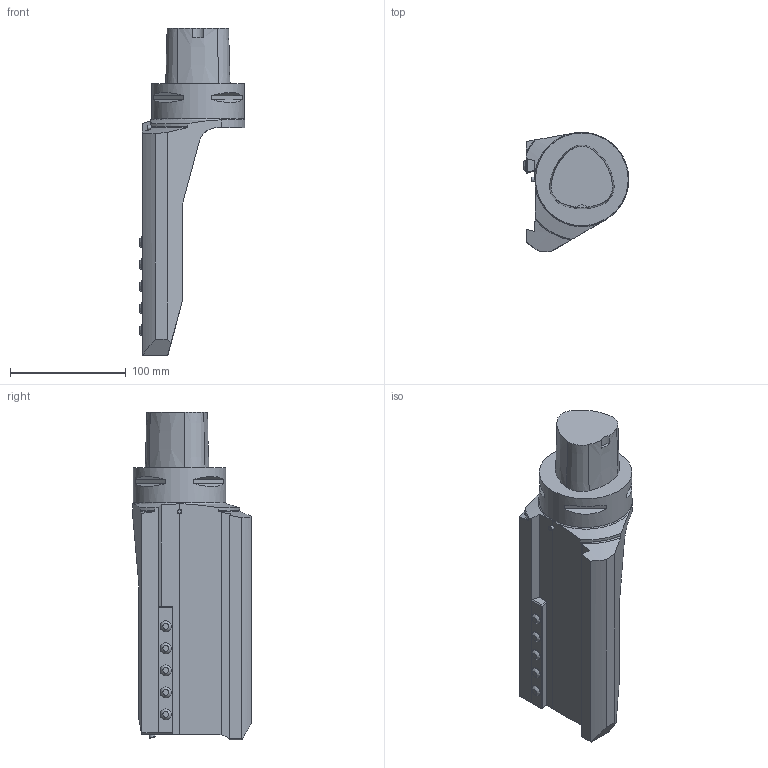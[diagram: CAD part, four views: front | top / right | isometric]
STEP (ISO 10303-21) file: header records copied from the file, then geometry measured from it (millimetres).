
FILE_DESCRIPTION(/* description */ (''),/* implementation_level */ '2;1');
FILE_NAME(/* name */ '1524469689524.stp',/* time_stamp */ '2018-04-23T09:48:18+02:00',/* author */ (''),/* organization */ ('SMS'),/* preprocessor_version */ 'ST-DEVELOPER v15',/* originating_system */ 'SIEMENS PLM Software NX 8.5',/* authorisation */ '');
FILE_SCHEMA (('AUTOMOTIVE_DESIGN { 1 0 10303 214 3 1 1 1 }'));
Length unit declared in the file: millimetre
Products named in the file (1): 112030684mod000_00
Bounding box: 91.13 x 102.5 x 283 mm (x, y, z)
Volume: 883762 mm3; surface area: 81160.6 mm2
Topology: 1 solids, 1 shells, 91 faces, 226 edges, 151 vertices
Faces by surface type: plane 56, cylinder 15, cone 12, bspline 5, torus 3
Full cylindrical faces by diameter (mm): 4 x1, 5 x1, 9.5 x5, 80 x1
Entity records: 2859 total; most frequent: CARTESIAN_POINT 715, DIRECTION 429, ORIENTED_EDGE 414, EDGE_CURVE 207, AXIS2_PLACEMENT_3D 158, VERTEX_POINT 145, EDGE_LOOP 118, LINE 113
